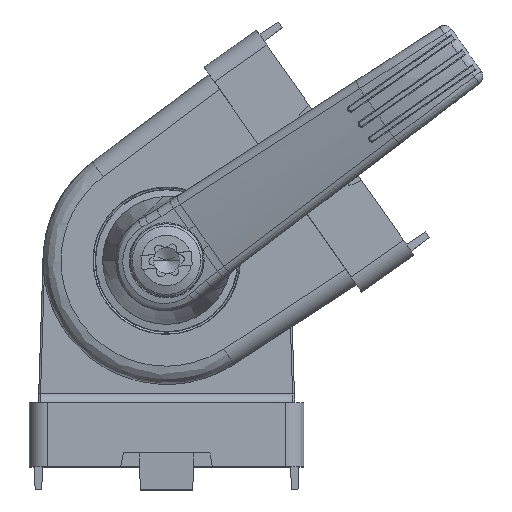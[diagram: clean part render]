
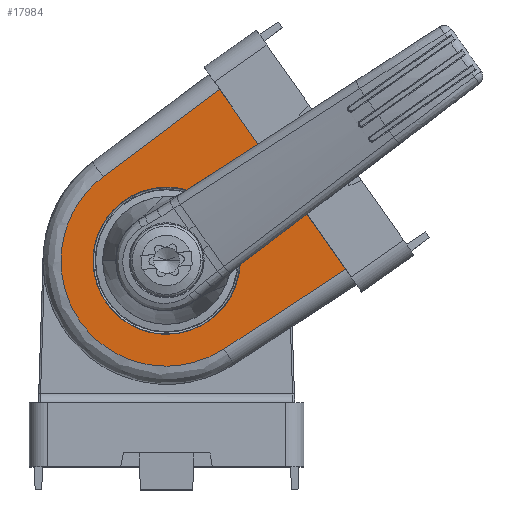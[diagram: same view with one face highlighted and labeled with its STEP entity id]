
A CAD part, top view. The second image highlights one B-rep face of the part: STEP entity #17984.
In plain terms, the highlighted planar face has unit normal (-0.014, -0.01, 1).
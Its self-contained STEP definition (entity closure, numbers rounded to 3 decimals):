
#152 = EDGE_CURVE ( 'NONE', #24244, #13923, #8114, .T. ) ;
#240 = CARTESIAN_POINT ( 'NONE',  ( -16.07, -8.032, 13.419 ) ) ;
#649 = VECTOR ( 'NONE', #8988, 1000. ) ;
#1178 = CARTESIAN_POINT ( 'NONE',  ( 0.745, -11.588, 13.624 ) ) ;
#1270 = CARTESIAN_POINT ( 'NONE',  ( -8.102, 8.302, 13.697 ) ) ;
#1368 = LINE ( 'NONE', #24988, #649 ) ;
#2410 = CARTESIAN_POINT ( 'NONE',  ( 8.047, -4.71, 13.797 ) ) ;
#3436 = CARTESIAN_POINT ( 'NONE',  ( -3.654, -11.033, 13.567 ) ) ;
#4076 = CARTESIAN_POINT ( 'NONE',  ( 6.265, -9.645, 13.722 ) ) ;
#4729 = CARTESIAN_POINT ( 'NONE',  ( 8.047, 4.716, 13.892 ) ) ;
#5100 =( BOUNDED_CURVE ( )  B_SPLINE_CURVE ( 3, ( #9335, #9575, #240, #9630 ),
 .UNSPECIFIED., .F., .T. ) 
 B_SPLINE_CURVE_WITH_KNOTS ( ( 4, 4 ),
 ( 0.96, 4.101 ),
 .UNSPECIFIED. ) 
 CURVE ( )  GEOMETRIC_REPRESENTATION_ITEM ( )  RATIONAL_B_SPLINE_CURVE ( ( 1., 0.334, 0.334, 1. ) ) 
 REPRESENTATION_ITEM ( '' )  );
#5120 = VERTEX_POINT ( 'NONE', #4076 ) ;
#5698 = EDGE_CURVE ( 'NONE', #12796, #16006, #5100, .T. ) ;
#5713 = CARTESIAN_POINT ( 'NONE',  ( 6.265, -9.645, 13.722 ) ) ;
#5743 = ORIENTED_EDGE ( 'NONE', *, *, #11473, .F. ) ;
#5809 = CARTESIAN_POINT ( 'NONE',  ( -7.522, -8.867, 13.533 ) ) ;
#6732 = LINE ( 'NONE', #17181, #29680 ) ;
#7101 = CARTESIAN_POINT ( 'NONE',  ( 0., 8.046, 13.81 ) ) ;
#7275 = CARTESIAN_POINT ( 'NONE',  ( 4.093, 21.178, 14. ) ) ;
#8050 = ORIENTED_EDGE ( 'NONE', *, *, #21356, .T. ) ;
#8114 = LINE ( 'NONE', #25576, #16049 ) ;
#8184 = CARTESIAN_POINT ( 'NONE',  ( -10.295, -5.408, 13.528 ) ) ;
#8988 = DIRECTION ( 'NONE',  ( -0.574, 0.819, 0. ) ) ;
#9326 = ORIENTED_EDGE ( 'NONE', *, *, #9359, .F. ) ;
#9335 = CARTESIAN_POINT ( 'NONE',  ( 0., 8.046, 13.81 ) ) ;
#9359 = EDGE_CURVE ( 'NONE', #16006, #12796, #23718, .T. ) ;
#9535 = PLANE ( 'NONE',  #11000 ) ;
#9575 = CARTESIAN_POINT ( 'NONE',  ( -16.07, 8.038, 13.58 ) ) ;
#9581 = ORIENTED_EDGE ( 'NONE', *, *, #15074, .F. ) ;
#9624 = DIRECTION ( 'NONE',  ( -1., 0., -0.014 ) ) ;
#9630 = CARTESIAN_POINT ( 'NONE',  ( 0., -8.04, 13.649 ) ) ;
#10499 = CARTESIAN_POINT ( 'NONE',  ( -11.567, -1.161, 13.552 ) ) ;
#11000 = AXIS2_PLACEMENT_3D ( 'NONE', #7275, #23335, #9624 ) ;
#11473 = EDGE_CURVE ( 'NONE', #5120, #24244, #11919, .T. ) ;
#11683 = CARTESIAN_POINT ( 'NONE',  ( 4.713, -8.042, 13.716 ) ) ;
#11919 = B_SPLINE_CURVE_WITH_KNOTS ( 'NONE', 3,
 ( #5713, #28639, #15021, #1178, #17358, #3436, #19669, #5809, #21909, #8184, #24198, #10499, #26474, #12837, #28737, #15117, #1270, #17456 ),
 .UNSPECIFIED., .F., .F.,
 ( 4, 2, 2, 2, 2, 2, 2, 2, 4 ),
 ( 0., 0.125, 0.25, 0.375, 0.5, 0.625, 0.75, 0.875, 1. ),
 .UNSPECIFIED. ) ;
#12796 = VERTEX_POINT ( 'NONE', #26262 ) ;
#12837 = CARTESIAN_POINT ( 'NONE',  ( -11.151, 3.253, 13.603 ) ) ;
#13872 = EDGE_LOOP ( 'NONE', ( #9326, #21361 ) ) ;
#13923 = VERTEX_POINT ( 'NONE', #27419 ) ;
#13958 = EDGE_LOOP ( 'NONE', ( #8050, #24528, #5743, #9581 ) ) ;
#14378 = FACE_BOUND ( 'NONE', #13872, .T. ) ;
#15021 = CARTESIAN_POINT ( 'NONE',  ( 3.639, -11.019, 13.671 ) ) ;
#15074 = EDGE_CURVE ( 'NONE', #17089, #5120, #6732, .T. ) ;
#15117 = CARTESIAN_POINT ( 'NONE',  ( -9.11, 7.188, 13.671 ) ) ;
#16006 = VERTEX_POINT ( 'NONE', #23038 ) ;
#16049 = VECTOR ( 'NONE', #27179, 1000. ) ;
#17089 = VERTEX_POINT ( 'NONE', #17568 ) ;
#17181 = CARTESIAN_POINT ( 'NONE',  ( 19.58, -0.939, 14. ) ) ;
#17358 = CARTESIAN_POINT ( 'NONE',  ( -0.757, -11.591, 13.603 ) ) ;
#17456 = CARTESIAN_POINT ( 'NONE',  ( -6.921, 9.186, 13.722 ) ) ;
#17568 = CARTESIAN_POINT ( 'NONE',  ( 19.58, -0.939, 14. ) ) ;
#17984 = ADVANCED_FACE ( 'NONE', ( #19801, #14378 ), #9535, .F. ) ;
#18605 = CARTESIAN_POINT ( 'NONE',  ( 8.047, 0.003, 13.845 ) ) ;
#19472 = DIRECTION ( 'NONE',  ( -0.837, -0.547, -0.017 ) ) ;
#19669 = CARTESIAN_POINT ( 'NONE',  ( -5.047, -10.472, 13.552 ) ) ;
#19801 = FACE_OUTER_BOUND ( 'NONE', #13958, .T. ) ;
#19813 = CARTESIAN_POINT ( 'NONE',  ( -6.921, 9.186, 13.722 ) ) ;
#20901 = CARTESIAN_POINT ( 'NONE',  ( 4.713, 8.048, 13.877 ) ) ;
#21356 = EDGE_CURVE ( 'NONE', #17089, #13923, #1368, .T. ) ;
#21361 = ORIENTED_EDGE ( 'NONE', *, *, #5698, .F. ) ;
#21909 = CARTESIAN_POINT ( 'NONE',  ( -8.603, -7.824, 13.528 ) ) ;
#23038 = CARTESIAN_POINT ( 'NONE',  ( 0., -8.04, 13.649 ) ) ;
#23335 = DIRECTION ( 'NONE',  ( 0.014, 0.01, -1. ) ) ;
#23718 =( BOUNDED_CURVE ( )  B_SPLINE_CURVE ( 3, ( #25350, #11683, #2410, #18605, #4729, #20901, #7101 ),
 .UNSPECIFIED., .F., .T. ) 
 B_SPLINE_CURVE_WITH_KNOTS ( ( 4, 3, 4 ),
 ( 4.101, 5.672, 7.244 ),
 .UNSPECIFIED. ) 
 CURVE ( )  GEOMETRIC_REPRESENTATION_ITEM ( )  RATIONAL_B_SPLINE_CURVE ( ( 1., 0.805, 0.805, 1., 0.805, 0.805, 1. ) ) 
 REPRESENTATION_ITEM ( '' )  );
#24198 = CARTESIAN_POINT ( 'NONE',  ( -10.905, -4.036, 13.533 ) ) ;
#24244 = VERTEX_POINT ( 'NONE', #19813 ) ;
#24528 = ORIENTED_EDGE ( 'NONE', *, *, #152, .F. ) ;
#24988 = CARTESIAN_POINT ( 'NONE',  ( 4.093, 21.178, 14. ) ) ;
#25350 = CARTESIAN_POINT ( 'NONE',  ( 0., -8.04, 13.649 ) ) ;
#25576 = CARTESIAN_POINT ( 'NONE',  ( -6.889, 9.21, 13.723 ) ) ;
#26262 = CARTESIAN_POINT ( 'NONE',  ( 0., 8.046, 13.81 ) ) ;
#26474 = CARTESIAN_POINT ( 'NONE',  ( -11.617, 0.34, 13.567 ) ) ;
#27179 = DIRECTION ( 'NONE',  ( 0.8, 0.599, 0.017 ) ) ;
#27419 = CARTESIAN_POINT ( 'NONE',  ( 5.814, 18.72, 14. ) ) ;
#28639 = CARTESIAN_POINT ( 'NONE',  ( 5.03, -10.453, 13.697 ) ) ;
#28737 = CARTESIAN_POINT ( 'NONE',  ( -10.635, 4.663, 13.624 ) ) ;
#29680 = VECTOR ( 'NONE', #19472, 1000. ) ;
